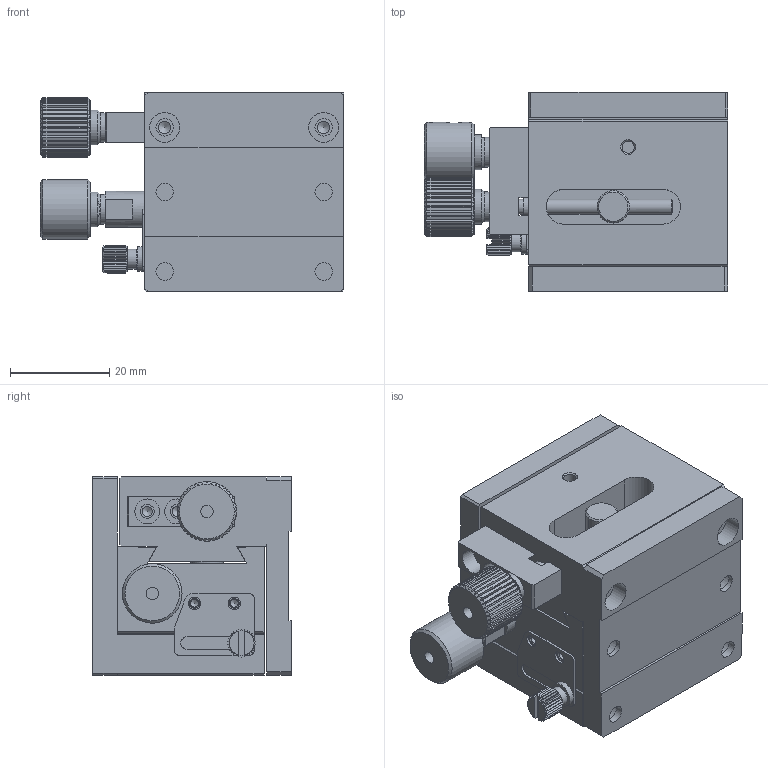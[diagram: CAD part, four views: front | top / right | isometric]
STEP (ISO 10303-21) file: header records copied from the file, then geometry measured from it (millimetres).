
FILE_DESCRIPTION (( 'STEP AP203' ), '1' );
FILE_NAME ('528816.STEP', '2024-10-15T08:57:30', ( 'Windows User' ), ( 'P R C' ), 'SwSTEP 2.0', 'SolidWorks 2020', '' );
FILE_SCHEMA (( 'CONFIG_CONTROL_DESIGN' ));
Length unit declared in the file: millimetre
Products named in the file (1): 528816
Bounding box: 61 x 40 x 40 mm (x, y, z)
Surface area: 26461.8 mm2 (no closed solid volume)
Topology: 0 solids, 4 shells, 664 faces, 1565 edges, 940 vertices
Faces by surface type: plane 319, cone 182, cylinder 123, torus 40
Full cylindrical faces by diameter (mm): 1.567 x6, 2 x1, 2.013 x4, 2.459 x14, 2.5 x5, 2.8 x2, 3 x2, 3.5 x8, 4 x3, 5 x3, 5.77 x1, 6 x10, 6.5 x1, 7 x2, 7.3 x1, 12 x1
Entity records: 19425 total; most frequent: CARTESIAN_POINT 5199, ORIENTED_EDGE 2860, DIRECTION 2823, EDGE_CURVE 1432, AXIS2_PLACEMENT_3D 1122, VERTEX_POINT 906, EDGE_LOOP 835, FACE_OUTER_BOUND 728
